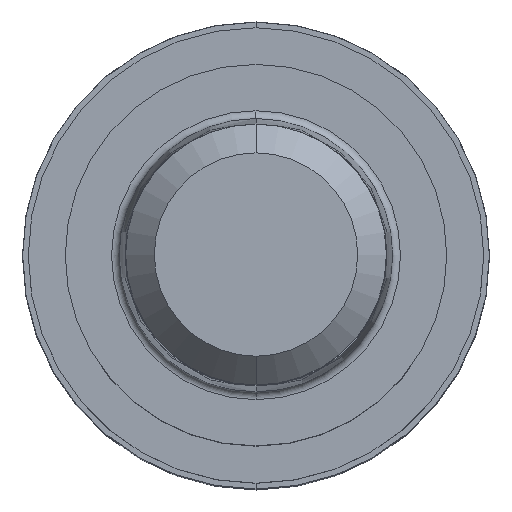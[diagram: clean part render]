
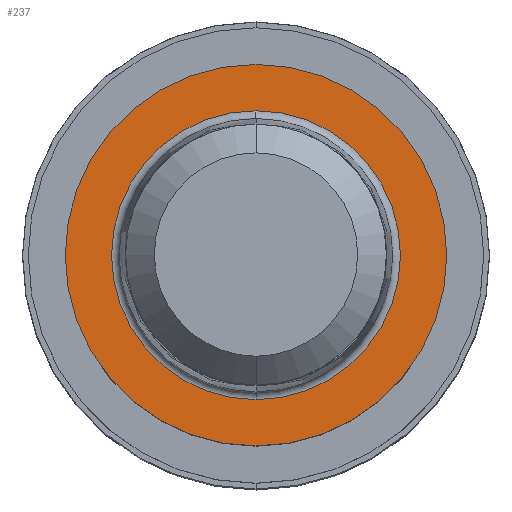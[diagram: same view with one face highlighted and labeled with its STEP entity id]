
A CAD part, top view. The second image highlights one B-rep face of the part: STEP entity #237.
In plain terms, the highlighted planar face has unit normal (0, 0, 1).
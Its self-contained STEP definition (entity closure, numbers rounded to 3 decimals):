
#189=VERTEX_POINT('',#508);
#237=ADVANCED_FACE('',(#562,#563),#564,.T.);
#239=EDGE_CURVE('',#311,#425,#566,.T.);
#311=VERTEX_POINT('',#655);
#327=VERTEX_POINT('',#671);
#373=EDGE_CURVE('',#327,#189,#722,.T.);
#425=VERTEX_POINT('',#779);
#429=EDGE_CURVE('',#189,#327,#783,.T.);
#459=EDGE_CURVE('',#425,#311,#818,.T.);
#508=CARTESIAN_POINT('',(0.,-3.71,0.01));
#562=FACE_OUTER_BOUND('',#937,.T.);
#563=FACE_BOUND('',#938,.T.);
#564=PLANE('',#939);
#566=CIRCLE('',#942,4.9);
#655=CARTESIAN_POINT('',(0.0,4.9,0.01));
#671=CARTESIAN_POINT('',(0.0,3.71,0.01));
#722=CIRCLE('',#1134,3.71);
#779=CARTESIAN_POINT('',(0.,-4.9,0.01));
#783=CIRCLE('',#1208,3.71);
#818=CIRCLE('',#1252,4.9);
#937=EDGE_LOOP('',(#1369,#1370));
#938=EDGE_LOOP('',(#1371,#1372));
#939=AXIS2_PLACEMENT_3D('',#1373,#1374,#1375);
#942=AXIS2_PLACEMENT_3D('',#1376,#1377,#1378);
#1134=AXIS2_PLACEMENT_3D('',#1588,#1589,#1590);
#1208=AXIS2_PLACEMENT_3D('',#1655,#1656,#1657);
#1252=AXIS2_PLACEMENT_3D('',#1709,#1710,#1711);
#1369=ORIENTED_EDGE('',*,*,#239,.F.);
#1370=ORIENTED_EDGE('',*,*,#459,.F.);
#1371=ORIENTED_EDGE('',*,*,#373,.T.);
#1372=ORIENTED_EDGE('',*,*,#429,.T.);
#1373=CARTESIAN_POINT('',(0.0,2.45,0.01));
#1374=DIRECTION('',(-0.0,0.0,1.0));
#1375=DIRECTION('',(0.0,-1.0,0.0));
#1376=CARTESIAN_POINT('',(0.0,0.0,0.01));
#1377=DIRECTION('',(0.0,0.0,-1.0));
#1378=DIRECTION('',(0.0,1.0,0.0));
#1588=CARTESIAN_POINT('',(0.0,0.0,0.01));
#1589=DIRECTION('',(0.0,0.0,-1.0));
#1590=DIRECTION('',(0.0,1.0,0.0));
#1655=CARTESIAN_POINT('',(0.0,0.0,0.01));
#1656=DIRECTION('',(0.0,0.0,-1.0));
#1657=DIRECTION('',(0.0,1.0,0.0));
#1709=CARTESIAN_POINT('',(0.0,0.0,0.01));
#1710=DIRECTION('',(0.0,0.0,-1.0));
#1711=DIRECTION('',(0.0,1.0,0.0));
